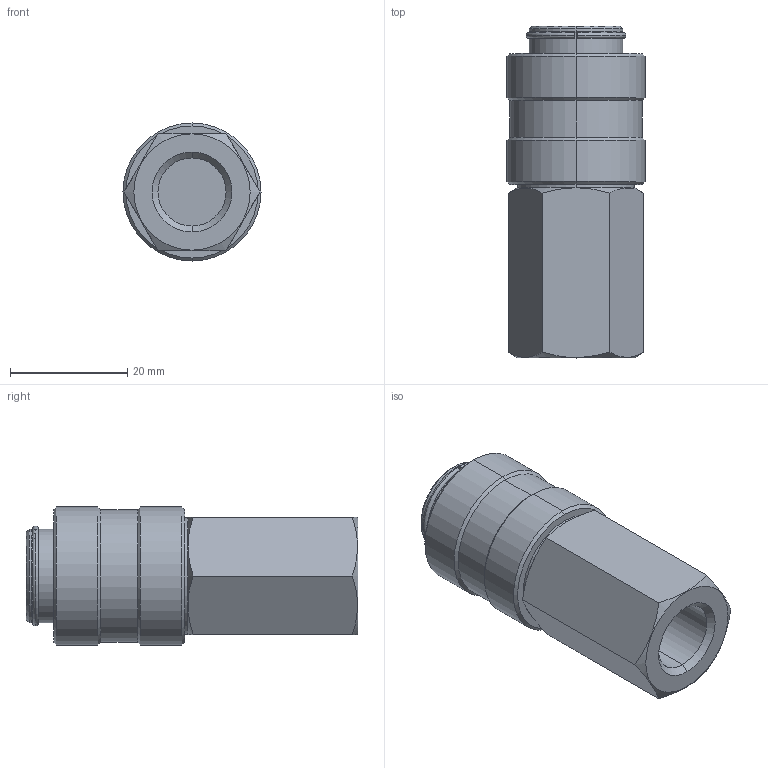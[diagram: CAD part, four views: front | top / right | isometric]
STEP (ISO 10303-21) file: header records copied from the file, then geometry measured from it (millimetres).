
FILE_DESCRIPTION (( 'STEP AP203' ), '1' );
FILE_NAME ('07260202.STEP', '2011-07-18T08:49:38', ( 'SP' ), ( 'sopra-pneumatic' ), 'SwSTEP 2.0', 'SolidWorks 2011', '' );
FILE_SCHEMA (( 'CONFIG_CONTROL_DESIGN' ));
Length unit declared in the file: millimetre
Products named in the file (1): 07260202
Bounding box: 23.5 x 56.5 x 23.5 mm (x, y, z)
Volume: 18043.2 mm3; surface area: 5788.3 mm2
Topology: 2 solids, 2 shells, 63 faces, 130 edges, 78 vertices
Faces by surface type: cone 20, cylinder 20, plane 17, torus 6
Entity records: 1859 total; most frequent: CARTESIAN_POINT 436, DIRECTION 302, ORIENTED_EDGE 260, EDGE_CURVE 130, AXIS2_PLACEMENT_3D 128, VERTEX_POINT 78, EDGE_LOOP 70, CIRCLE 64
